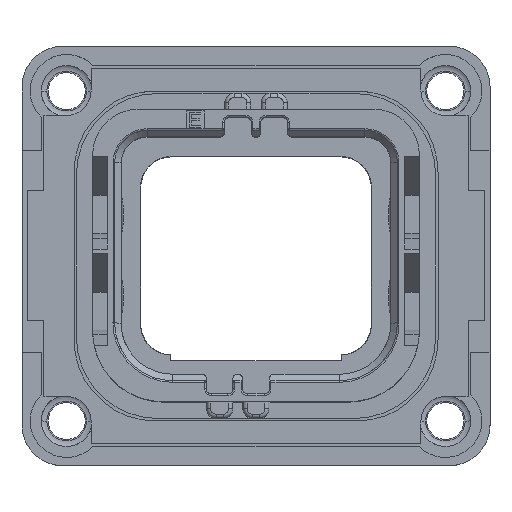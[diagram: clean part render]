
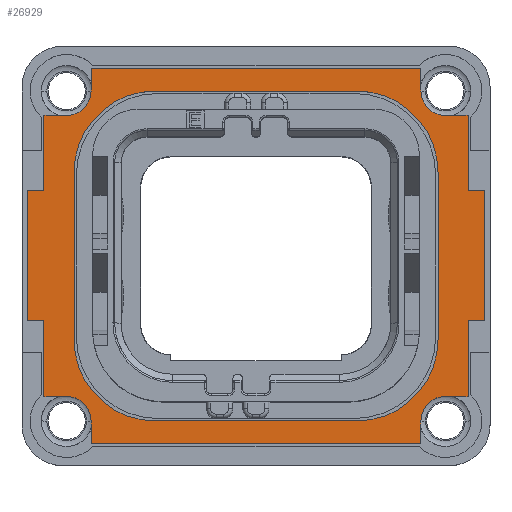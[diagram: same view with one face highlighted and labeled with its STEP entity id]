
A CAD part, top view. The second image highlights one B-rep face of the part: STEP entity #26929.
In plain terms, the highlighted planar face has unit normal (0, 0, 1).
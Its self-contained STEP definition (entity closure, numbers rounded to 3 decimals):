
#961=DIRECTION('',(0.,-1.,0.));
#962=VECTOR('',#961,4.65);
#963=CARTESIAN_POINT('',(-13.05,-4.,2.31));
#964=LINE('',#963,#962);
#965=DIRECTION('',(1.,0.,0.));
#966=VECTOR('',#965,1.);
#967=CARTESIAN_POINT('',(-14.05,-4.,2.31));
#968=LINE('',#967,#966);
#969=DIRECTION('',(0.,-1.,0.));
#970=VECTOR('',#969,8.);
#971=CARTESIAN_POINT('',(-14.05,4.,2.31));
#972=LINE('',#971,#970);
#973=DIRECTION('',(-1.,0.,0.));
#974=VECTOR('',#973,1.);
#975=CARTESIAN_POINT('',(-13.05,4.,2.31));
#976=LINE('',#975,#974);
#977=DIRECTION('',(0.,-1.,0.));
#978=VECTOR('',#977,4.65);
#979=CARTESIAN_POINT('',(-13.05,8.65,2.31));
#980=LINE('',#979,#978);
#981=DIRECTION('',(1.,0.,0.));
#982=VECTOR('',#981,1.4);
#983=CARTESIAN_POINT('',(-13.05,8.65,2.31));
#984=LINE('',#983,#982);
#985=CARTESIAN_POINT('',(-11.65,10.15,2.31));
#986=DIRECTION('',(0.,0.,1.));
#987=DIRECTION('',(0.,-1.,0.));
#988=AXIS2_PLACEMENT_3D('',#985,#986,#987);
#990=DIRECTION('',(0.,-1.,0.));
#991=VECTOR('',#990,1.4);
#992=CARTESIAN_POINT('',(-10.15,11.55,2.31));
#993=LINE('',#992,#991);
#994=DIRECTION('',(-1.,0.,0.));
#995=VECTOR('',#994,20.3);
#996=CARTESIAN_POINT('',(10.15,11.55,2.31));
#997=LINE('',#996,#995);
#998=DIRECTION('',(0.,-1.,0.));
#999=VECTOR('',#998,1.4);
#1000=CARTESIAN_POINT('',(10.15,11.55,2.31));
#1001=LINE('',#1000,#999);
#1002=CARTESIAN_POINT('',(11.65,10.15,2.31));
#1003=DIRECTION('',(0.,0.,1.));
#1004=DIRECTION('',(-1.,0.,0.));
#1005=AXIS2_PLACEMENT_3D('',#1002,#1003,#1004);
#1007=DIRECTION('',(-1.,0.,0.));
#1008=VECTOR('',#1007,1.4);
#1009=CARTESIAN_POINT('',(13.05,8.65,2.31));
#1010=LINE('',#1009,#1008);
#1011=DIRECTION('',(0.,1.,0.));
#1012=VECTOR('',#1011,4.65);
#1013=CARTESIAN_POINT('',(13.05,4.,2.31));
#1014=LINE('',#1013,#1012);
#1015=DIRECTION('',(-1.,0.,0.));
#1016=VECTOR('',#1015,1.);
#1017=CARTESIAN_POINT('',(14.05,4.,2.31));
#1018=LINE('',#1017,#1016);
#1019=DIRECTION('',(0.,1.,0.));
#1020=VECTOR('',#1019,8.);
#1021=CARTESIAN_POINT('',(14.05,-4.,2.31));
#1022=LINE('',#1021,#1020);
#1023=DIRECTION('',(1.,0.,0.));
#1024=VECTOR('',#1023,1.);
#1025=CARTESIAN_POINT('',(13.05,-4.,2.31));
#1026=LINE('',#1025,#1024);
#1027=DIRECTION('',(0.,1.,0.));
#1028=VECTOR('',#1027,4.65);
#1029=CARTESIAN_POINT('',(13.05,-8.65,2.31));
#1030=LINE('',#1029,#1028);
#1031=DIRECTION('',(-1.,0.,0.));
#1032=VECTOR('',#1031,1.4);
#1033=CARTESIAN_POINT('',(13.05,-8.65,2.31));
#1034=LINE('',#1033,#1032);
#1035=CARTESIAN_POINT('',(11.65,-10.15,2.31));
#1036=DIRECTION('',(0.,0.,1.));
#1037=DIRECTION('',(0.,1.,0.));
#1038=AXIS2_PLACEMENT_3D('',#1035,#1036,#1037);
#1040=DIRECTION('',(0.,1.,0.));
#1041=VECTOR('',#1040,1.4);
#1042=CARTESIAN_POINT('',(10.15,-11.55,2.31));
#1043=LINE('',#1042,#1041);
#1044=DIRECTION('',(1.,0.,0.));
#1045=VECTOR('',#1044,20.3);
#1046=CARTESIAN_POINT('',(-10.15,-11.55,2.31));
#1047=LINE('',#1046,#1045);
#1048=DIRECTION('',(0.,1.,0.));
#1049=VECTOR('',#1048,1.4);
#1050=CARTESIAN_POINT('',(-10.15,-11.55,2.31));
#1051=LINE('',#1050,#1049);
#1052=CARTESIAN_POINT('',(-11.65,-10.15,2.31));
#1053=DIRECTION('',(0.,0.,1.));
#1054=DIRECTION('',(1.,0.,0.));
#1055=AXIS2_PLACEMENT_3D('',#1052,#1053,#1054);
#1057=DIRECTION('',(1.,0.,0.));
#1058=VECTOR('',#1057,1.4);
#1059=CARTESIAN_POINT('',(-13.05,-8.65,2.31));
#1060=LINE('',#1059,#1058);
#1061=DIRECTION('',(0.,-1.,0.));
#1062=VECTOR('',#1061,10.3);
#1063=CARTESIAN_POINT('',(11.2,5.15,2.31));
#1064=LINE('',#1063,#1062);
#1065=DIRECTION('',(1.,0.,0.));
#1066=VECTOR('',#1065,12.4);
#1067=CARTESIAN_POINT('',(-6.2,10.15,2.31));
#1068=LINE('',#1067,#1066);
#1069=DIRECTION('',(0.,1.,0.));
#1070=VECTOR('',#1069,10.3);
#1071=CARTESIAN_POINT('',(-11.2,-5.15,2.31));
#1072=LINE('',#1071,#1070);
#1073=DIRECTION('',(-1.,0.,0.));
#1074=VECTOR('',#1073,12.4);
#1075=CARTESIAN_POINT('',(6.2,-10.15,2.31));
#1076=LINE('',#1075,#1074);
#1181=CARTESIAN_POINT('',(-6.2,-5.15,2.31));
#1182=DIRECTION('',(0.,0.,-1.));
#1183=DIRECTION('',(0.,-1.,0.));
#1184=AXIS2_PLACEMENT_3D('',#1181,#1182,#1183);
#1194=CARTESIAN_POINT('',(6.2,-5.15,2.31));
#1195=DIRECTION('',(0.,0.,-1.));
#1196=DIRECTION('',(1.,0.,0.));
#1197=AXIS2_PLACEMENT_3D('',#1194,#1195,#1196);
#1199=CARTESIAN_POINT('',(-6.2,5.15,2.31));
#1200=DIRECTION('',(0.,0.,-1.));
#1201=DIRECTION('',(-1.,0.,0.));
#1202=AXIS2_PLACEMENT_3D('',#1199,#1200,#1201);
#1212=CARTESIAN_POINT('',(6.2,5.15,2.31));
#1213=DIRECTION('',(0.,0.,-1.));
#1214=DIRECTION('',(0.,1.,0.));
#1215=AXIS2_PLACEMENT_3D('',#1212,#1213,#1214);
#25024=CARTESIAN_POINT('',(-11.2,-5.15,2.31));
#25025=CARTESIAN_POINT('',(-11.2,5.15,2.31));
#25026=VERTEX_POINT('',#25024);
#25027=VERTEX_POINT('',#25025);
#25028=CARTESIAN_POINT('',(-6.2,10.15,2.31));
#25029=CARTESIAN_POINT('',(6.2,10.15,2.31));
#25030=VERTEX_POINT('',#25028);
#25031=VERTEX_POINT('',#25029);
#25032=CARTESIAN_POINT('',(11.2,5.15,2.31));
#25033=CARTESIAN_POINT('',(11.2,-5.15,2.31));
#25034=VERTEX_POINT('',#25032);
#25035=VERTEX_POINT('',#25033);
#25036=CARTESIAN_POINT('',(6.2,-10.15,2.31));
#25037=CARTESIAN_POINT('',(-6.2,-10.15,2.31));
#25038=VERTEX_POINT('',#25036);
#25039=VERTEX_POINT('',#25037);
#25056=CARTESIAN_POINT('',(10.15,10.15,2.31));
#25057=CARTESIAN_POINT('',(11.65,8.65,2.31));
#25058=VERTEX_POINT('',#25056);
#25059=VERTEX_POINT('',#25057);
#25060=CARTESIAN_POINT('',(13.05,8.65,2.31));
#25061=VERTEX_POINT('',#25060);
#25062=CARTESIAN_POINT('',(10.15,11.55,2.31));
#25063=VERTEX_POINT('',#25062);
#25064=CARTESIAN_POINT('',(11.65,-8.65,2.31));
#25065=CARTESIAN_POINT('',(10.15,-10.15,2.31));
#25066=VERTEX_POINT('',#25064);
#25067=VERTEX_POINT('',#25065);
#25068=CARTESIAN_POINT('',(10.15,-11.55,2.31));
#25069=VERTEX_POINT('',#25068);
#25070=CARTESIAN_POINT('',(13.05,-8.65,2.31));
#25071=VERTEX_POINT('',#25070);
#25072=CARTESIAN_POINT('',(-10.15,-10.15,2.31));
#25073=CARTESIAN_POINT('',(-11.65,-8.65,2.31));
#25074=VERTEX_POINT('',#25072);
#25075=VERTEX_POINT('',#25073);
#25076=CARTESIAN_POINT('',(-13.05,-8.65,2.31));
#25077=VERTEX_POINT('',#25076);
#25078=CARTESIAN_POINT('',(-10.15,-11.55,2.31));
#25079=VERTEX_POINT('',#25078);
#25080=CARTESIAN_POINT('',(-10.15,11.55,2.31));
#25081=CARTESIAN_POINT('',(-10.15,10.15,2.31));
#25082=VERTEX_POINT('',#25080);
#25083=VERTEX_POINT('',#25081);
#25084=CARTESIAN_POINT('',(-13.05,8.65,2.31));
#25085=CARTESIAN_POINT('',(-11.65,8.65,2.31));
#25086=VERTEX_POINT('',#25084);
#25087=VERTEX_POINT('',#25085);
#25088=CARTESIAN_POINT('',(14.05,-4.,2.31));
#25089=CARTESIAN_POINT('',(14.05,4.,2.31));
#25090=VERTEX_POINT('',#25088);
#25091=VERTEX_POINT('',#25089);
#25092=CARTESIAN_POINT('',(-14.05,4.,2.31));
#25093=CARTESIAN_POINT('',(-14.05,-4.,2.31));
#25094=VERTEX_POINT('',#25092);
#25095=VERTEX_POINT('',#25093);
#25096=CARTESIAN_POINT('',(13.05,-4.,2.31));
#25097=VERTEX_POINT('',#25096);
#25098=CARTESIAN_POINT('',(13.05,4.,2.31));
#25099=VERTEX_POINT('',#25098);
#25100=CARTESIAN_POINT('',(-13.05,4.,2.31));
#25101=VERTEX_POINT('',#25100);
#25102=CARTESIAN_POINT('',(-13.05,-4.,2.31));
#25103=VERTEX_POINT('',#25102);
#26876=CARTESIAN_POINT('',(0.,0.,2.31));
#26877=DIRECTION('',(0.,0.,1.));
#26878=DIRECTION('',(1.,0.,0.));
#26879=AXIS2_PLACEMENT_3D('',#26876,#26877,#26878);
#26880=PLANE('',#26879);
#26881=ORIENTED_EDGE('',*,*,#26500,.F.);
#26882=ORIENTED_EDGE('',*,*,#26514,.F.);
#26883=ORIENTED_EDGE('',*,*,#26528,.F.);
#26884=ORIENTED_EDGE('',*,*,#26542,.F.);
#26885=ORIENTED_EDGE('',*,*,#26556,.F.);
#26886=ORIENTED_EDGE('',*,*,#26572,.T.);
#26888=ORIENTED_EDGE('',*,*,#26887,.T.);
#26889=ORIENTED_EDGE('',*,*,#26631,.F.);
#26890=ORIENTED_EDGE('',*,*,#26647,.F.);
#26891=ORIENTED_EDGE('',*,*,#26663,.T.);
#26893=ORIENTED_EDGE('',*,*,#26892,.T.);
#26894=ORIENTED_EDGE('',*,*,#26722,.F.);
#26895=ORIENTED_EDGE('',*,*,#26738,.F.);
#26896=ORIENTED_EDGE('',*,*,#26752,.F.);
#26897=ORIENTED_EDGE('',*,*,#26766,.F.);
#26898=ORIENTED_EDGE('',*,*,#26780,.F.);
#26899=ORIENTED_EDGE('',*,*,#26794,.F.);
#26900=ORIENTED_EDGE('',*,*,#26810,.T.);
#26902=ORIENTED_EDGE('',*,*,#26901,.T.);
#26903=ORIENTED_EDGE('',*,*,#26868,.F.);
#26904=ORIENTED_EDGE('',*,*,#26408,.F.);
#26905=ORIENTED_EDGE('',*,*,#26425,.T.);
#26907=ORIENTED_EDGE('',*,*,#26906,.T.);
#26908=ORIENTED_EDGE('',*,*,#26484,.F.);
#26909=EDGE_LOOP('',(#26881,#26882,#26883,#26884,#26885,#26886,#26888,#26889,
#26890,#26891,#26893,#26894,#26895,#26896,#26897,#26898,#26899,#26900,#26902,
#26903,#26904,#26905,#26907,#26908));
#26910=FACE_OUTER_BOUND('',#26909,.F.);
#26912=ORIENTED_EDGE('',*,*,#26911,.F.);
#26914=ORIENTED_EDGE('',*,*,#26913,.F.);
#26916=ORIENTED_EDGE('',*,*,#26915,.F.);
#26918=ORIENTED_EDGE('',*,*,#26917,.F.);
#26920=ORIENTED_EDGE('',*,*,#26919,.F.);
#26922=ORIENTED_EDGE('',*,*,#26921,.F.);
#26924=ORIENTED_EDGE('',*,*,#26923,.F.);
#26926=ORIENTED_EDGE('',*,*,#26925,.F.);
#26927=EDGE_LOOP('',(#26912,#26914,#26916,#26918,#26920,#26922,#26924,#26926));
#26928=FACE_BOUND('',#26927,.F.);
#26929=ADVANCED_FACE('',(#26910,#26928),#26880,.T.);
#989=CIRCLE('',#988,1.5);
#1006=CIRCLE('',#1005,1.5);
#1039=CIRCLE('',#1038,1.5);
#1056=CIRCLE('',#1055,1.5);
#1185=CIRCLE('',#1184,5.);
#1198=CIRCLE('',#1197,5.);
#1203=CIRCLE('',#1202,5.);
#1216=CIRCLE('',#1215,5.);
#26408=EDGE_CURVE('',#25079,#25069,#1047,.T.);
#26425=EDGE_CURVE('',#25079,#25074,#1051,.T.);
#26484=EDGE_CURVE('',#25077,#25075,#1060,.T.);
#26500=EDGE_CURVE('',#25103,#25077,#964,.T.);
#26514=EDGE_CURVE('',#25095,#25103,#968,.T.);
#26528=EDGE_CURVE('',#25094,#25095,#972,.T.);
#26542=EDGE_CURVE('',#25101,#25094,#976,.T.);
#26556=EDGE_CURVE('',#25086,#25101,#980,.T.);
#26572=EDGE_CURVE('',#25086,#25087,#984,.T.);
#26631=EDGE_CURVE('',#25082,#25083,#993,.T.);
#26647=EDGE_CURVE('',#25063,#25082,#997,.T.);
#26663=EDGE_CURVE('',#25063,#25058,#1001,.T.);
#26722=EDGE_CURVE('',#25061,#25059,#1010,.T.);
#26738=EDGE_CURVE('',#25099,#25061,#1014,.T.);
#26752=EDGE_CURVE('',#25091,#25099,#1018,.T.);
#26766=EDGE_CURVE('',#25090,#25091,#1022,.T.);
#26780=EDGE_CURVE('',#25097,#25090,#1026,.T.);
#26794=EDGE_CURVE('',#25071,#25097,#1030,.T.);
#26810=EDGE_CURVE('',#25071,#25066,#1034,.T.);
#26868=EDGE_CURVE('',#25069,#25067,#1043,.T.);
#26887=EDGE_CURVE('',#25087,#25083,#989,.T.);
#26892=EDGE_CURVE('',#25058,#25059,#1006,.T.);
#26901=EDGE_CURVE('',#25066,#25067,#1039,.T.);
#26906=EDGE_CURVE('',#25074,#25075,#1056,.T.);
#26911=EDGE_CURVE('',#25034,#25035,#1064,.T.);
#26913=EDGE_CURVE('',#25031,#25034,#1216,.T.);
#26915=EDGE_CURVE('',#25030,#25031,#1068,.T.);
#26917=EDGE_CURVE('',#25027,#25030,#1203,.T.);
#26919=EDGE_CURVE('',#25026,#25027,#1072,.T.);
#26921=EDGE_CURVE('',#25039,#25026,#1185,.T.);
#26923=EDGE_CURVE('',#25038,#25039,#1076,.T.);
#26925=EDGE_CURVE('',#25035,#25038,#1198,.T.);
